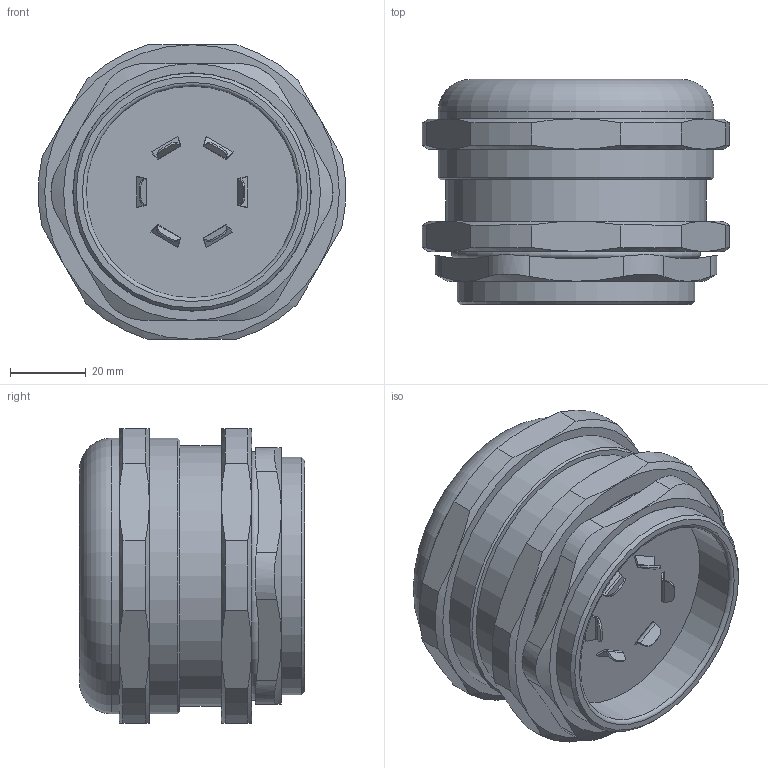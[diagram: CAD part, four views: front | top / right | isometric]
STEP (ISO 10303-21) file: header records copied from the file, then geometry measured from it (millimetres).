
FILE_DESCRIPTION(/* description */ ('ВКЭ1-ЛР-М63-52-L14'),/* implementation_level */ '2;1');
FILE_NAME(/* name */ '',/* time_stamp */ '2025-07-16T14:24:51+07:00',/* author */ ('zeta-86'),/* organization */ (''),/* preprocessor_version */ 'ST-DEVELOPER v19.2',/* originating_system */ 'Autodesk Inventor 2024',/* authorisation */ '');
FILE_SCHEMA (('AUTOMOTIVE_DESIGN { 1 0 10303 214 3 1 1 }'));
Length unit declared in the file: millimetre
Products named in the file (1): zeta34719
Bounding box: 81.27 x 59.58 x 78.04 mm (x, y, z)
Volume: 212283.6 mm3; surface area: 29627.5 mm2
Topology: 1 solids, 1 shells, 188 faces, 456 edges, 286 vertices
Faces by surface type: plane 84, cylinder 48, cone 40, bspline 12, torus 4
Full cylindrical faces by diameter (mm): 53 x1, 56 x1, 63 x1, 69 x1, 73 x2
Entity records: 6661 total; most frequent: CARTESIAN_POINT 2461, ORIENTED_EDGE 912, DIRECTION 812, EDGE_CURVE 456, AXIS2_PLACEMENT_3D 293, VERTEX_POINT 286, LINE 226, VECTOR 226
